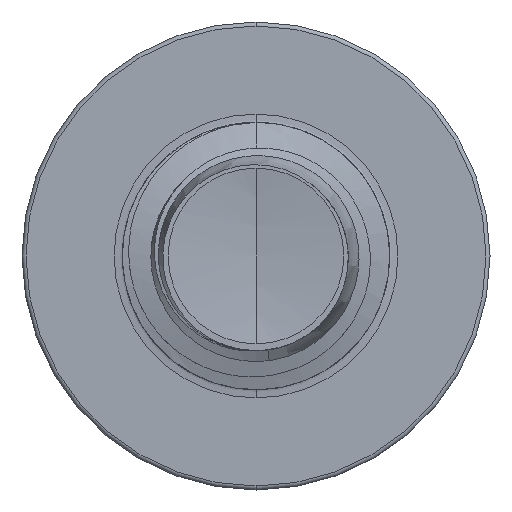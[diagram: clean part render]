
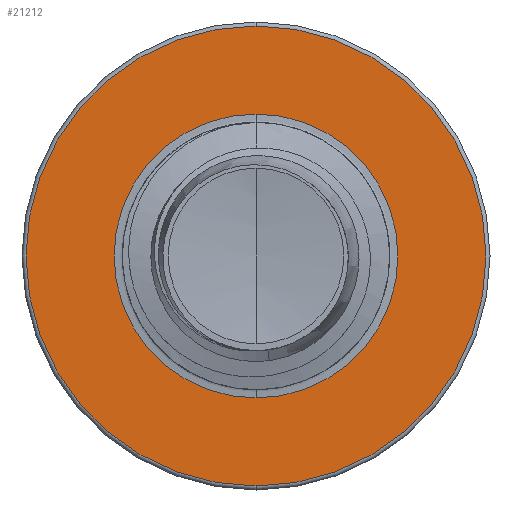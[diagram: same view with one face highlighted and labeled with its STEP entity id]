
A CAD part, front view. The second image highlights one B-rep face of the part: STEP entity #21212.
In plain terms, the highlighted planar face has unit normal (0, -1, 0).
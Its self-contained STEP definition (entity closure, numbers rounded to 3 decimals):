
#436 = ORIENTED_EDGE ( 'NONE', *, *, #2548, .T. ) ;
#1408 = ORIENTED_EDGE ( 'NONE', *, *, #24375, .F. ) ;
#2097 = FACE_OUTER_BOUND ( 'NONE', #7373, .T. ) ;
#2548 = EDGE_CURVE ( 'NONE', #11540, #5297, #19830, .T. ) ;
#3968 = EDGE_CURVE ( 'NONE', #17368, #20905, #16567, .T. ) ;
#5297 = VERTEX_POINT ( 'NONE', #9867 ) ;
#7373 = EDGE_LOOP ( 'NONE', ( #1408, #21654 ) ) ;
#7592 = CARTESIAN_POINT ( 'NONE',  ( 0., 12.5, 0. ) ) ;
#7933 = AXIS2_PLACEMENT_3D ( 'NONE', #16372, #16366, #16337 ) ;
#8640 = AXIS2_PLACEMENT_3D ( 'NONE', #23777, #23756, #23735 ) ;
#8921 = CARTESIAN_POINT ( 'NONE',  ( 0., 12.5, -5.16 ) ) ;
#9867 = CARTESIAN_POINT ( 'NONE',  ( 0., 12.5, 3.186 ) ) ;
#10058 = DIRECTION ( 'NONE',  ( 0., 1., 0. ) ) ;
#10289 = DIRECTION ( 'NONE',  ( 0., 0., 1. ) ) ;
#10327 = DIRECTION ( 'NONE',  ( 0., 1., 0. ) ) ;
#10333 = PLANE ( 'NONE',  #20786 ) ;
#10414 = DIRECTION ( 'NONE',  ( 0., 0., 1. ) ) ;
#10489 = CARTESIAN_POINT ( 'NONE',  ( 0., 12.5, -3.186 ) ) ;
#11540 = VERTEX_POINT ( 'NONE', #12295 ) ;
#12031 = CIRCLE ( 'NONE', #12863, 3.186 ) ;
#12295 = CARTESIAN_POINT ( 'NONE',  ( 0., 12.5, -3.186 ) ) ;
#12863 = AXIS2_PLACEMENT_3D ( 'NONE', #22284, #10058, #23507 ) ;
#15547 = CARTESIAN_POINT ( 'NONE',  ( 0., 12.5, 5.16 ) ) ;
#16337 = DIRECTION ( 'NONE',  ( 0., 0., 1. ) ) ;
#16366 = DIRECTION ( 'NONE',  ( 0., 1., 0. ) ) ;
#16372 = CARTESIAN_POINT ( 'NONE',  ( 0., 12.5, 0. ) ) ;
#16567 = CIRCLE ( 'NONE', #7933, 5.16 ) ;
#17368 = VERTEX_POINT ( 'NONE', #8921 ) ;
#17458 = CIRCLE ( 'NONE', #20134, 5.16 ) ;
#18211 = EDGE_LOOP ( 'NONE', ( #23769, #436 ) ) ;
#19830 = CIRCLE ( 'NONE', #8640, 3.186 ) ;
#20134 = AXIS2_PLACEMENT_3D ( 'NONE', #7592, #22446, #10414 ) ;
#20786 = AXIS2_PLACEMENT_3D ( 'NONE', #10489, #10327, #10289 ) ;
#20905 = VERTEX_POINT ( 'NONE', #15547 ) ;
#21212 = ADVANCED_FACE ( 'NONE', ( #2097, #24160 ), #10333, .F. ) ;
#21654 = ORIENTED_EDGE ( 'NONE', *, *, #3968, .F. ) ;
#22284 = CARTESIAN_POINT ( 'NONE',  ( 0., 12.5, 0. ) ) ;
#22446 = DIRECTION ( 'NONE',  ( 0., 1., 0. ) ) ;
#23507 = DIRECTION ( 'NONE',  ( 0., 0., 1. ) ) ;
#23735 = DIRECTION ( 'NONE',  ( 0., 0., 1. ) ) ;
#23756 = DIRECTION ( 'NONE',  ( 0., 1., 0. ) ) ;
#23769 = ORIENTED_EDGE ( 'NONE', *, *, #24267, .T. ) ;
#23777 = CARTESIAN_POINT ( 'NONE',  ( 0., 12.5, 0. ) ) ;
#24160 = FACE_BOUND ( 'NONE', #18211, .T. ) ;
#24267 = EDGE_CURVE ( 'NONE', #5297, #11540, #12031, .T. ) ;
#24375 = EDGE_CURVE ( 'NONE', #20905, #17368, #17458, .T. ) ;
